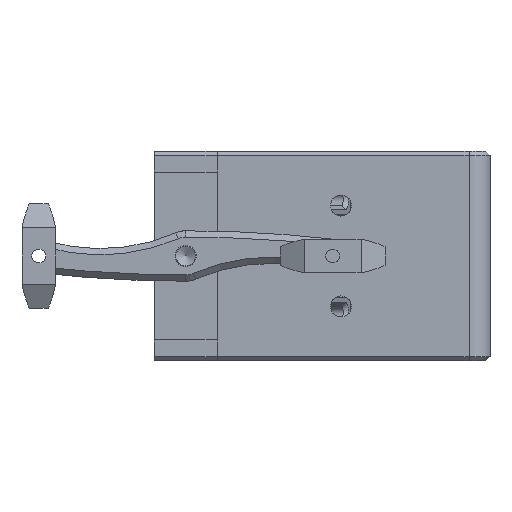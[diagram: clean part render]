
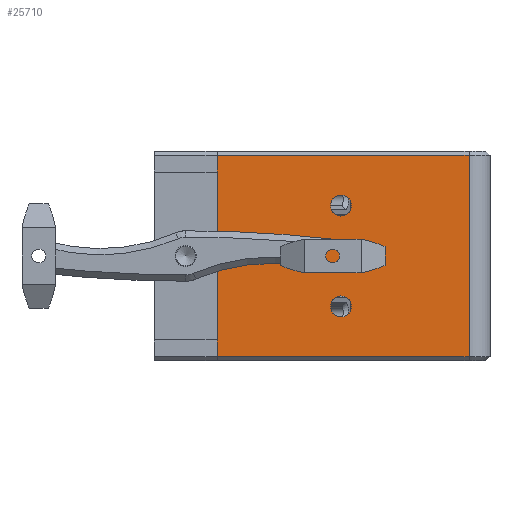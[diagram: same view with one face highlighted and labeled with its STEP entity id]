
A CAD part, left-side view. The second image highlights one B-rep face of the part: STEP entity #25710.
In plain terms, the highlighted planar face has unit normal (-1, 0, 0).
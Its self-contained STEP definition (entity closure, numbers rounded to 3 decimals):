
#25289 = VERTEX_POINT('',#25290);
#25290 = CARTESIAN_POINT('',(-42.5,40.,-20.));
#25298 = VERTEX_POINT('',#25299);
#25299 = CARTESIAN_POINT('',(-42.5,40.,20.));
#25305 = EDGE_CURVE('',#25289,#25298,#25306,.T.);
#25306 = LINE('',#25307,#25308);
#25307 = CARTESIAN_POINT('',(-42.5,40.,-25.));
#25308 = VECTOR('',#25309,1.);
#25309 = DIRECTION('',(0.,0.,1.));
#25465 = VERTEX_POINT('',#25466);
#25466 = CARTESIAN_POINT('',(-42.5,-20.,-24.));
#25489 = EDGE_CURVE('',#25465,#25490,#25492,.T.);
#25490 = VERTEX_POINT('',#25491);
#25491 = CARTESIAN_POINT('',(-42.5,40.,-24.));
#25492 = LINE('',#25493,#25494);
#25493 = CARTESIAN_POINT('',(-42.5,-20.,-24.));
#25494 = VECTOR('',#25495,1.);
#25495 = DIRECTION('',(0.,1.,0.));
#25710 = ADVANCED_FACE('',(#25711,#25743,#25754),#25765,.T.);
#25711 = FACE_BOUND('',#25712,.T.);
#25712 = EDGE_LOOP('',(#25713,#25721,#25729,#25735,#25736,#25742));
#25713 = ORIENTED_EDGE('',*,*,#25714,.T.);
#25714 = EDGE_CURVE('',#25465,#25715,#25717,.T.);
#25715 = VERTEX_POINT('',#25716);
#25716 = CARTESIAN_POINT('',(-42.5,-20.,24.));
#25717 = LINE('',#25718,#25719);
#25718 = CARTESIAN_POINT('',(-42.5,-20.,-25.));
#25719 = VECTOR('',#25720,1.);
#25720 = DIRECTION('',(0.,0.,1.));
#25721 = ORIENTED_EDGE('',*,*,#25722,.T.);
#25722 = EDGE_CURVE('',#25715,#25723,#25725,.T.);
#25723 = VERTEX_POINT('',#25724);
#25724 = CARTESIAN_POINT('',(-42.5,40.,24.));
#25725 = LINE('',#25726,#25727);
#25726 = CARTESIAN_POINT('',(-42.5,-20.,24.));
#25727 = VECTOR('',#25728,1.);
#25728 = DIRECTION('',(0.,1.,0.));
#25729 = ORIENTED_EDGE('',*,*,#25730,.F.);
#25730 = EDGE_CURVE('',#25298,#25723,#25731,.T.);
#25731 = LINE('',#25732,#25733);
#25732 = CARTESIAN_POINT('',(-42.5,40.,-25.));
#25733 = VECTOR('',#25734,1.);
#25734 = DIRECTION('',(0.,0.,1.));
#25735 = ORIENTED_EDGE('',*,*,#25305,.F.);
#25736 = ORIENTED_EDGE('',*,*,#25737,.F.);
#25737 = EDGE_CURVE('',#25490,#25289,#25738,.T.);
#25738 = LINE('',#25739,#25740);
#25739 = CARTESIAN_POINT('',(-42.5,40.,-25.));
#25740 = VECTOR('',#25741,1.);
#25741 = DIRECTION('',(0.,0.,1.));
#25742 = ORIENTED_EDGE('',*,*,#25489,.F.);
#25743 = FACE_BOUND('',#25744,.T.);
#25744 = EDGE_LOOP('',(#25745));
#25745 = ORIENTED_EDGE('',*,*,#25746,.F.);
#25746 = EDGE_CURVE('',#25747,#25747,#25749,.T.);
#25747 = VERTEX_POINT('',#25748);
#25748 = CARTESIAN_POINT('',(-42.5,10.5,14.5));
#25749 = CIRCLE('',#25750,2.5);
#25750 = AXIS2_PLACEMENT_3D('',#25751,#25752,#25753);
#25751 = CARTESIAN_POINT('',(-42.5,10.5,12.));
#25752 = DIRECTION('',(-1.,0.,0.));
#25753 = DIRECTION('',(0.,0.,1.));
#25754 = FACE_BOUND('',#25755,.T.);
#25755 = EDGE_LOOP('',(#25756));
#25756 = ORIENTED_EDGE('',*,*,#25757,.F.);
#25757 = EDGE_CURVE('',#25758,#25758,#25760,.T.);
#25758 = VERTEX_POINT('',#25759);
#25759 = CARTESIAN_POINT('',(-42.5,10.5,-9.5));
#25760 = CIRCLE('',#25761,2.5);
#25761 = AXIS2_PLACEMENT_3D('',#25762,#25763,#25764);
#25762 = CARTESIAN_POINT('',(-42.5,10.5,-12.));
#25763 = DIRECTION('',(-1.,0.,0.));
#25764 = DIRECTION('',(0.,0.,1.));
#25765 = PLANE('',#25766);
#25766 = AXIS2_PLACEMENT_3D('',#25767,#25768,#25769);
#25767 = CARTESIAN_POINT('',(-42.5,-20.,-25.));
#25768 = DIRECTION('',(-1.,0.,0.));
#25769 = DIRECTION('',(0.,1.,0.));
